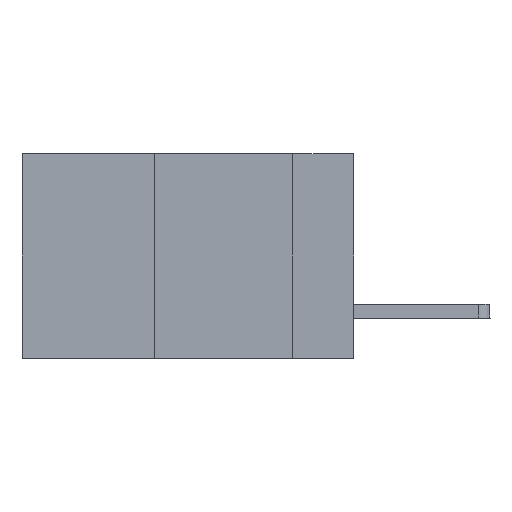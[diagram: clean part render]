
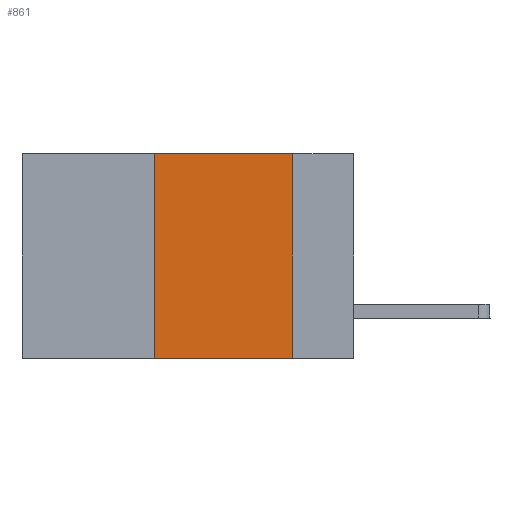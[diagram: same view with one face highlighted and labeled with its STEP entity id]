
A CAD part, left-side view. The second image highlights one B-rep face of the part: STEP entity #861.
In plain terms, the highlighted planar face has unit normal (-1, 0, 0).
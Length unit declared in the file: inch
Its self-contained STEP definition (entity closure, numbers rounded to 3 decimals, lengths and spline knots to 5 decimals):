
#204 = CARTESIAN_POINT ( 'NONE',  ( 0., 0.36, 0. ) ) ;
#861 = ADVANCED_FACE ( 'NONE', ( #4072 ), #3271, .F. ) ;
#873 = CARTESIAN_POINT ( 'NONE',  ( 0., 0.6, 0. ) ) ;
#1213 = EDGE_CURVE ( 'NONE', #4687, #1973, #6438, .T. ) ;
#1271 = VECTOR ( 'NONE', #3695, 39.37008 ) ;
#1509 = EDGE_LOOP ( 'NONE', ( #4579, #4093, #7861, #7208 ) ) ;
#1549 = EDGE_CURVE ( 'NONE', #6376, #8812, #4585, .T. ) ;
#1637 = CARTESIAN_POINT ( 'NONE',  ( 0., 0.36, 0. ) ) ;
#1845 = CARTESIAN_POINT ( 'NONE',  ( 0., 0.11, 0. ) ) ;
#1973 = VERTEX_POINT ( 'NONE', #4524 ) ;
#2067 = CARTESIAN_POINT ( 'NONE',  ( 0., 0.11, 0. ) ) ;
#3271 = PLANE ( 'NONE',  #6805 ) ;
#3695 = DIRECTION ( 'NONE',  ( 0., -1., 0. ) ) ;
#3794 = LINE ( 'NONE', #8328, #1271 ) ;
#3977 = VECTOR ( 'NONE', #8145, 39.37008 ) ;
#4072 = FACE_OUTER_BOUND ( 'NONE', #1509, .T. ) ;
#4093 = ORIENTED_EDGE ( 'NONE', *, *, #7641, .F. ) ;
#4220 = CARTESIAN_POINT ( 'NONE',  ( 0., 0.36, -0.37 ) ) ;
#4524 = CARTESIAN_POINT ( 'NONE',  ( 0., 0.11, -0.37 ) ) ;
#4579 = ORIENTED_EDGE ( 'NONE', *, *, #1213, .F. ) ;
#4585 = LINE ( 'NONE', #1637, #6929 ) ;
#4687 = VERTEX_POINT ( 'NONE', #2067 ) ;
#5799 = LINE ( 'NONE', #8838, #3977 ) ;
#6376 = VERTEX_POINT ( 'NONE', #4220 ) ;
#6438 = LINE ( 'NONE', #1845, #8054 ) ;
#6805 = AXIS2_PLACEMENT_3D ( 'NONE', #873, #9355, #7109 ) ;
#6877 = DIRECTION ( 'NONE',  ( 0., 0., 1. ) ) ;
#6929 = VECTOR ( 'NONE', #6877, 39.37008 ) ;
#7098 = EDGE_CURVE ( 'NONE', #6376, #1973, #5799, .T. ) ;
#7109 = DIRECTION ( 'NONE',  ( 0., 0., -1. ) ) ;
#7208 = ORIENTED_EDGE ( 'NONE', *, *, #7098, .T. ) ;
#7641 = EDGE_CURVE ( 'NONE', #8812, #4687, #3794, .T. ) ;
#7861 = ORIENTED_EDGE ( 'NONE', *, *, #1549, .F. ) ;
#8054 = VECTOR ( 'NONE', #9432, 39.37008 ) ;
#8145 = DIRECTION ( 'NONE',  ( 0., -1., 0. ) ) ;
#8328 = CARTESIAN_POINT ( 'NONE',  ( 0., 0.6, 0. ) ) ;
#8812 = VERTEX_POINT ( 'NONE', #204 ) ;
#8838 = CARTESIAN_POINT ( 'NONE',  ( 0., 0.6, -0.37 ) ) ;
#9355 = DIRECTION ( 'NONE',  ( 1., 0., 0. ) ) ;
#9432 = DIRECTION ( 'NONE',  ( 0., 0., -1. ) ) ;
